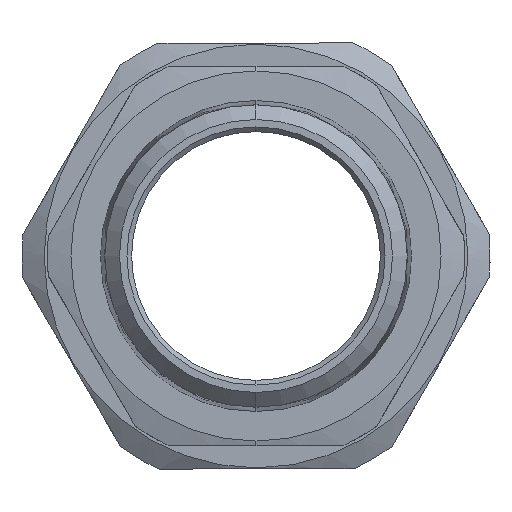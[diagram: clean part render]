
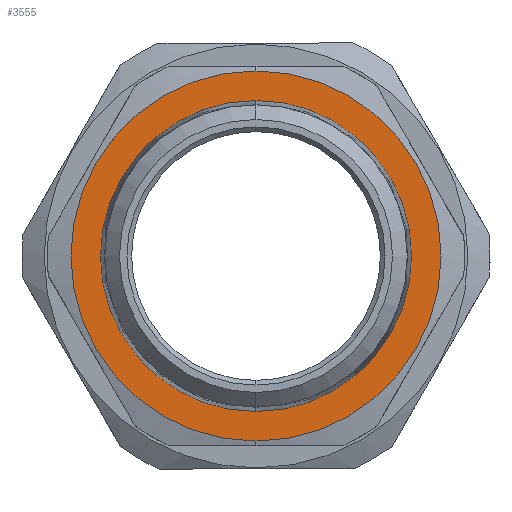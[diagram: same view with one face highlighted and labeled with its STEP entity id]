
A CAD part, left-side view. The second image highlights one B-rep face of the part: STEP entity #3555.
In plain terms, the highlighted planar face has unit normal (-1, 0, 0).
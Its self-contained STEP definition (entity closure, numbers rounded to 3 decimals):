
#47 = CIRCLE ( 'NONE', #1320, 16.805 ) ;
#168 = ORIENTED_EDGE ( 'NONE', *, *, #3777, .T. ) ;
#891 = DIRECTION ( 'NONE',  ( -1., 0., 0. ) ) ;
#952 = ORIENTED_EDGE ( 'NONE', *, *, #3132, .F. ) ;
#1256 = DIRECTION ( 'NONE',  ( 0., 0., 1. ) ) ;
#1320 = AXIS2_PLACEMENT_3D ( 'NONE', #2887, #2190, #1461 ) ;
#1341 = EDGE_CURVE ( 'NONE', #1614, #4478, #4095, .T. ) ;
#1461 = DIRECTION ( 'NONE',  ( 0., 0., 1. ) ) ;
#1477 = CARTESIAN_POINT ( 'NONE',  ( 25.3, 0., -16.805 ) ) ;
#1614 = VERTEX_POINT ( 'NONE', #2873 ) ;
#1620 = FACE_OUTER_BOUND ( 'NONE', #3165, .T. ) ;
#1714 = AXIS2_PLACEMENT_3D ( 'NONE', #3558, #3174, #2479 ) ;
#1878 = DIRECTION ( 'NONE',  ( 0., 0., 1. ) ) ;
#1902 = CARTESIAN_POINT ( 'NONE',  ( 25.3, 0., 20. ) ) ;
#2118 = CARTESIAN_POINT ( 'NONE',  ( 25.3, 0., 0. ) ) ;
#2141 = ORIENTED_EDGE ( 'NONE', *, *, #1341, .F. ) ;
#2190 = DIRECTION ( 'NONE',  ( -1., 0., 0. ) ) ;
#2317 = AXIS2_PLACEMENT_3D ( 'NONE', #2118, #3871, #3491 ) ;
#2327 = AXIS2_PLACEMENT_3D ( 'NONE', #3012, #3674, #1256 ) ;
#2395 = CIRCLE ( 'NONE', #2317, 20. ) ;
#2479 = DIRECTION ( 'NONE',  ( 0., 0., 1. ) ) ;
#2561 = PLANE ( 'NONE',  #4473 ) ;
#2623 = CARTESIAN_POINT ( 'NONE',  ( 25.3, 0., -20. ) ) ;
#2872 = ORIENTED_EDGE ( 'NONE', *, *, #3293, .T. ) ;
#2873 = CARTESIAN_POINT ( 'NONE',  ( 25.3, 0., 16.805 ) ) ;
#2887 = CARTESIAN_POINT ( 'NONE',  ( 25.3, 0., 0. ) ) ;
#3012 = CARTESIAN_POINT ( 'NONE',  ( 25.3, 0., 0. ) ) ;
#3132 = EDGE_CURVE ( 'NONE', #4478, #1614, #47, .T. ) ;
#3165 = EDGE_LOOP ( 'NONE', ( #168, #2872 ) ) ;
#3174 = DIRECTION ( 'NONE',  ( -1., 0., 0. ) ) ;
#3230 = VERTEX_POINT ( 'NONE', #1902 ) ;
#3293 = EDGE_CURVE ( 'NONE', #3384, #3230, #2395, .T. ) ;
#3384 = VERTEX_POINT ( 'NONE', #2623 ) ;
#3491 = DIRECTION ( 'NONE',  ( 0., 0., 1. ) ) ;
#3555 = ADVANCED_FACE ( 'NONE', ( #1620, #3840 ), #2561, .T. ) ;
#3558 = CARTESIAN_POINT ( 'NONE',  ( 25.3, 0., 0. ) ) ;
#3632 = CARTESIAN_POINT ( 'NONE',  ( 25.3, 0., -16.805 ) ) ;
#3674 = DIRECTION ( 'NONE',  ( -1., 0., 0. ) ) ;
#3777 = EDGE_CURVE ( 'NONE', #3230, #3384, #4184, .T. ) ;
#3840 = FACE_BOUND ( 'NONE', #4474, .T. ) ;
#3871 = DIRECTION ( 'NONE',  ( -1., 0., 0. ) ) ;
#4095 = CIRCLE ( 'NONE', #2327, 16.805 ) ;
#4184 = CIRCLE ( 'NONE', #1714, 20. ) ;
#4473 = AXIS2_PLACEMENT_3D ( 'NONE', #3632, #891, #1878 ) ;
#4474 = EDGE_LOOP ( 'NONE', ( #2141, #952 ) ) ;
#4478 = VERTEX_POINT ( 'NONE', #1477 ) ;
